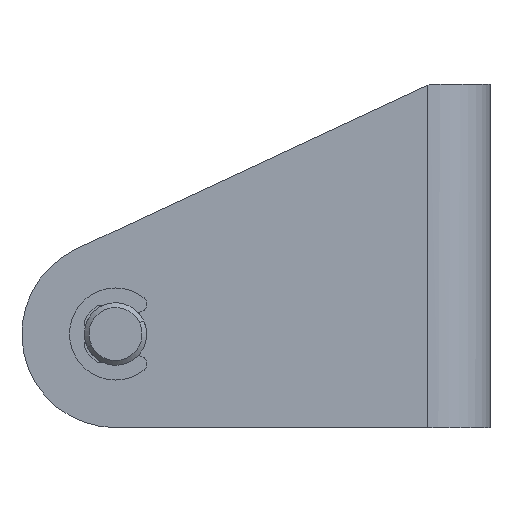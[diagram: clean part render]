
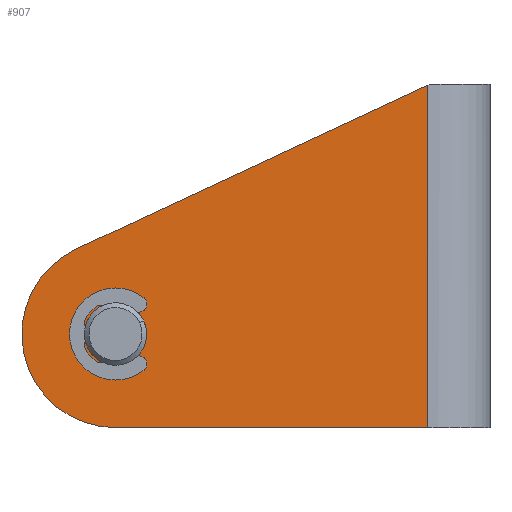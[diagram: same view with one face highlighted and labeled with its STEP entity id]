
A CAD part, left-side view. The second image highlights one B-rep face of the part: STEP entity #907.
In plain terms, the highlighted planar face has unit normal (-1, 0, 0).
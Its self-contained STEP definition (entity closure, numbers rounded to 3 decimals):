
#7 = CARTESIAN_POINT ( 'NONE',  ( -6.55, 24., 6. ) ) ;
#14 = DIRECTION ( 'NONE',  ( 0., 0., 1. ) ) ;
#119 = CIRCLE ( 'NONE', #1631, 6. ) ;
#135 = CARTESIAN_POINT ( 'NONE',  ( -6.55, 0., 0. ) ) ;
#158 = PLANE ( 'NONE',  #2531 ) ;
#188 = CARTESIAN_POINT ( 'NONE',  ( -6.55, 4., 21.946 ) ) ;
#234 = ORIENTED_EDGE ( 'NONE', *, *, #248, .F. ) ;
#248 = EDGE_CURVE ( 'NONE', #450, #1149, #1286, .T. ) ;
#364 = DIRECTION ( 'NONE',  ( 0., 0., -1. ) ) ;
#387 = CIRCLE ( 'NONE', #692, 2. ) ;
#396 = CARTESIAN_POINT ( 'NONE',  ( -6.55, 24., 4. ) ) ;
#402 = LINE ( 'NONE', #819, #597 ) ;
#411 = CARTESIAN_POINT ( 'NONE',  ( -6.55, 26.536, 11.438 ) ) ;
#450 = VERTEX_POINT ( 'NONE', #2602 ) ;
#497 = EDGE_CURVE ( 'NONE', #1149, #2587, #119, .T. ) ;
#504 = DIRECTION ( 'NONE',  ( 0., 1., 0. ) ) ;
#569 = EDGE_LOOP ( 'NONE', ( #234, #1893, #2353, #914 ) ) ;
#597 = VECTOR ( 'NONE', #2509, 1000. ) ;
#607 = DIRECTION ( 'NONE',  ( -1., 0., 0. ) ) ;
#692 = AXIS2_PLACEMENT_3D ( 'NONE', #7, #826, #2502 ) ;
#696 = CARTESIAN_POINT ( 'NONE',  ( -6.55, 0., 0. ) ) ;
#819 = CARTESIAN_POINT ( 'NONE',  ( -6.55, 4., 22. ) ) ;
#826 = DIRECTION ( 'NONE',  ( -1., 0., 0. ) ) ;
#907 = ADVANCED_FACE ( 'NONE', ( #1000, #1812 ), #158, .F. ) ;
#914 = ORIENTED_EDGE ( 'NONE', *, *, #497, .F. ) ;
#1000 = FACE_BOUND ( 'NONE', #1193, .T. ) ;
#1029 = VECTOR ( 'NONE', #2202, 1000. ) ;
#1076 = VERTEX_POINT ( 'NONE', #1493 ) ;
#1081 = ORIENTED_EDGE ( 'NONE', *, *, #1238, .F. ) ;
#1149 = VERTEX_POINT ( 'NONE', #1674 ) ;
#1193 = EDGE_LOOP ( 'NONE', ( #1932, #1081 ) ) ;
#1238 = EDGE_CURVE ( 'NONE', #1310, #1076, #387, .T. ) ;
#1241 = CARTESIAN_POINT ( 'NONE',  ( -6.55, 24., 6. ) ) ;
#1286 = LINE ( 'NONE', #696, #2026 ) ;
#1310 = VERTEX_POINT ( 'NONE', #396 ) ;
#1371 = DIRECTION ( 'NONE',  ( 1., 0., 0. ) ) ;
#1493 = CARTESIAN_POINT ( 'NONE',  ( -6.55, 24., 8. ) ) ;
#1631 = AXIS2_PLACEMENT_3D ( 'NONE', #2447, #2235, #364 ) ;
#1674 = CARTESIAN_POINT ( 'NONE',  ( -6.55, 24., 0. ) ) ;
#1812 = FACE_OUTER_BOUND ( 'NONE', #569, .T. ) ;
#1892 = VERTEX_POINT ( 'NONE', #188 ) ;
#1893 = ORIENTED_EDGE ( 'NONE', *, *, #2055, .T. ) ;
#1929 = EDGE_CURVE ( 'NONE', #2587, #1892, #2457, .T. ) ;
#1932 = ORIENTED_EDGE ( 'NONE', *, *, #2105, .F. ) ;
#2009 = DIRECTION ( 'NONE',  ( 0., 0., -1. ) ) ;
#2026 = VECTOR ( 'NONE', #504, 1000. ) ;
#2055 = EDGE_CURVE ( 'NONE', #450, #1892, #402, .T. ) ;
#2105 = EDGE_CURVE ( 'NONE', #1076, #1310, #2168, .T. ) ;
#2168 = CIRCLE ( 'NONE', #2437, 2. ) ;
#2202 = DIRECTION ( 'NONE',  ( 0., -0.906, 0.423 ) ) ;
#2235 = DIRECTION ( 'NONE',  ( 1., 0., 0. ) ) ;
#2353 = ORIENTED_EDGE ( 'NONE', *, *, #1929, .F. ) ;
#2437 = AXIS2_PLACEMENT_3D ( 'NONE', #1241, #607, #14 ) ;
#2447 = CARTESIAN_POINT ( 'NONE',  ( -6.55, 24., 6. ) ) ;
#2457 = LINE ( 'NONE', #2675, #1029 ) ;
#2502 = DIRECTION ( 'NONE',  ( 0., 0., 1. ) ) ;
#2509 = DIRECTION ( 'NONE',  ( 0., 0., 1. ) ) ;
#2531 = AXIS2_PLACEMENT_3D ( 'NONE', #135, #1371, #2009 ) ;
#2587 = VERTEX_POINT ( 'NONE', #411 ) ;
#2602 = CARTESIAN_POINT ( 'NONE',  ( -6.55, 4., 0. ) ) ;
#2675 = CARTESIAN_POINT ( 'NONE',  ( -6.55, 9.12, 19.559 ) ) ;
